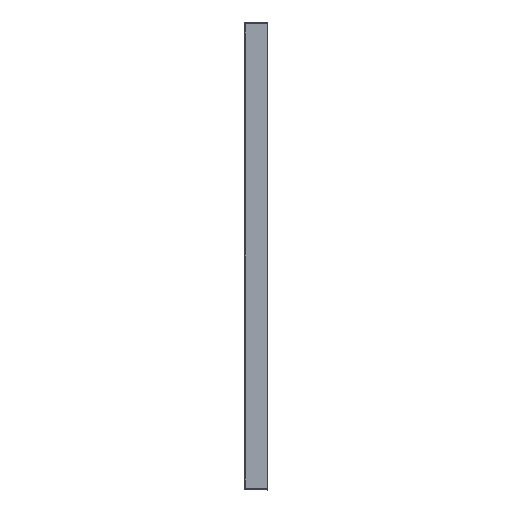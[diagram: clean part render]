
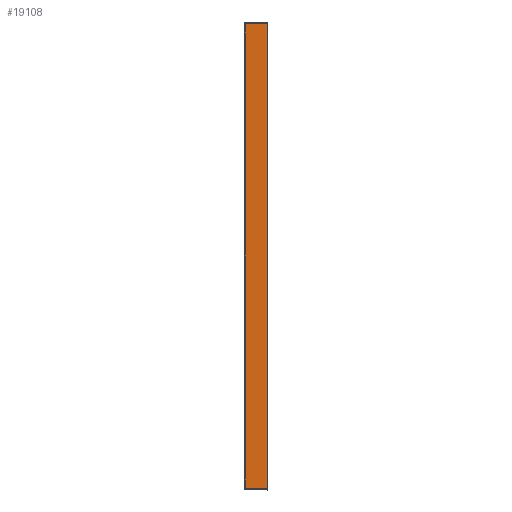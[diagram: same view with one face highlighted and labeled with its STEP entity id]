
A CAD part, left-side view. The second image highlights one B-rep face of the part: STEP entity #19108.
In plain terms, the highlighted planar face has unit normal (-0.999, 0.035, 0).
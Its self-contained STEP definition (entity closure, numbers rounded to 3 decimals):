
#259=CARTESIAN_POINT('',(-448.671,-1.933,434.172));
#302=CARTESIAN_POINT('',(-450.,-40.,435.501));
#585=CARTESIAN_POINT('',(-450.,-40.,-360.501));
#593=DIRECTION('',(-0.035,-0.999,0.035));
#594=VECTOR('',#593,38.113);
#595=CARTESIAN_POINT('',(-448.671,-1.933,434.172));
#596=LINE('',#595,#594);
#597=DIRECTION('',(0.,0.,-1.));
#598=VECTOR('',#597,796.002);
#599=CARTESIAN_POINT('',(-450.,-40.,435.501));
#600=LINE('',#599,#598);
#601=DIRECTION('',(0.035,0.999,0.035));
#602=VECTOR('',#601,38.113);
#603=CARTESIAN_POINT('',(-450.,-40.,
-360.501));
#604=LINE('',#603,#602);
#605=CARTESIAN_POINT('',(-448.671,-1.933,
-359.172));
#606=CARTESIAN_POINT('',(-448.671,-1.946,
-350.576));
#607=CARTESIAN_POINT('',(-448.672,-1.977,
-329.172));
#608=CARTESIAN_POINT('',(-448.674,-2.023,
-293.615));
#609=CARTESIAN_POINT('',(-448.674,-2.039,
-266.653));
#610=CARTESIAN_POINT('',(-448.674,-2.039,
-252.5));
#612=CARTESIAN_POINT('',(-448.674,-2.039,
-252.5));
#613=CARTESIAN_POINT('',(-448.674,-2.039,
-245.549));
#614=CARTESIAN_POINT('',(-448.674,-2.037,
-232.353));
#615=CARTESIAN_POINT('',(-448.674,-2.032,
-214.796));
#616=CARTESIAN_POINT('',(-448.674,-2.026,
-199.103));
#617=CARTESIAN_POINT('',(-448.674,-2.019,
-184.982));
#618=CARTESIAN_POINT('',(-448.673,-2.012,
-171.435));
#619=CARTESIAN_POINT('',(-448.673,-2.005,
-159.333));
#620=CARTESIAN_POINT('',(-448.673,-1.997,
-147.172));
#621=CARTESIAN_POINT('',(-448.673,-1.989,
-134.721));
#622=CARTESIAN_POINT('',(-448.672,-1.98,
-121.285));
#623=CARTESIAN_POINT('',(-448.672,-1.972,
-108.729));
#624=CARTESIAN_POINT('',(-448.672,-1.963,
-94.844));
#625=CARTESIAN_POINT('',(-448.671,-1.954,
-79.858));
#626=CARTESIAN_POINT('',(-448.671,-1.946,
-64.68));
#627=CARTESIAN_POINT('',(-448.671,-1.938,
-49.054));
#628=CARTESIAN_POINT('',(-448.671,-1.932,
-32.351));
#629=CARTESIAN_POINT('',(-448.67,-1.927,
-15.025));
#630=CARTESIAN_POINT('',(-448.67,-1.925,1.717));
#631=CARTESIAN_POINT('',(-448.67,-1.926,19.384));
#632=CARTESIAN_POINT('',(-448.671,-1.929,31.4));
#633=CARTESIAN_POINT('',(-448.671,-1.931,37.499));
#635=CARTESIAN_POINT('',(-448.671,-1.931,37.499));
#636=CARTESIAN_POINT('',(-448.671,-1.933,43.216));
#637=CARTESIAN_POINT('',(-448.671,-1.938,55.251));
#638=CARTESIAN_POINT('',(-448.671,-1.946,75.604));
#639=CARTESIAN_POINT('',(-448.671,-1.956,96.772));
#640=CARTESIAN_POINT('',(-448.672,-1.967,119.937));
#641=CARTESIAN_POINT('',(-448.672,-1.978,142.962));
#642=CARTESIAN_POINT('',(-448.673,-1.989,165.365));
#643=CARTESIAN_POINT('',(-448.673,-1.999,186.41));
#644=CARTESIAN_POINT('',(-448.673,-2.008,205.47));
#645=CARTESIAN_POINT('',(-448.674,-2.015,222.835));
#646=CARTESIAN_POINT('',(-448.674,-2.021,238.904));
#647=CARTESIAN_POINT('',(-448.674,-2.026,253.854));
#648=CARTESIAN_POINT('',(-448.674,-2.03,268.053));
#649=CARTESIAN_POINT('',(-448.674,-2.033,279.877));
#650=CARTESIAN_POINT('',(-448.674,-2.035,292.126));
#651=CARTESIAN_POINT('',(-448.674,-2.037,303.34));
#652=CARTESIAN_POINT('',(-448.674,-2.038,314.831));
#653=CARTESIAN_POINT('',(-448.674,-2.039,323.189));
#654=CARTESIAN_POINT('',(-448.674,-2.039,327.5));
#656=CARTESIAN_POINT('',(-448.674,-2.039,327.5));
#657=CARTESIAN_POINT('',(-448.674,-2.039,339.996));
#658=CARTESIAN_POINT('',(-448.674,-2.026,364.85));
#659=CARTESIAN_POINT('',(-448.672,-1.983,400.407));
#660=CARTESIAN_POINT('',(-448.671,-1.949,423.469));
#661=CARTESIAN_POINT('',(-448.671,-1.933,434.172));
#682=CARTESIAN_POINT('',(-448.674,-2.039,
-252.5));
#1067=CARTESIAN_POINT('',(-448.674,-2.039,
327.5));
#1069=CARTESIAN_POINT('',(-448.671,-1.931,
37.499));
#16762=VERTEX_POINT('',#1067);
#16763=VERTEX_POINT('',#259);
#16764=VERTEX_POINT('',#302);
#18142=VERTEX_POINT('',#682);
#18143=VERTEX_POINT('',#1069);
#18186=VERTEX_POINT('',#585);
#18187=CARTESIAN_POINT('',(-448.671,-1.933,
-359.172));
#18188=VERTEX_POINT('',#18187);
#19091=CARTESIAN_POINT('',(-449.335,-20.963,37.5));
#19092=DIRECTION('',(0.999,-0.035,0.));
#19093=DIRECTION('',(0.035,0.999,0.));
#19094=AXIS2_PLACEMENT_3D('',#19091,#19092,#19093);
#19095=PLANE('',#19094);
#19096=ORIENTED_EDGE('',*,*,#18889,.T.);
#19097=ORIENTED_EDGE('',*,*,#18909,.T.);
#19098=ORIENTED_EDGE('',*,*,#19082,.T.);
#19100=ORIENTED_EDGE('',*,*,#19099,.T.);
#19102=ORIENTED_EDGE('',*,*,#19101,.T.);
#19104=ORIENTED_EDGE('',*,*,#19103,.T.);
#19105=ORIENTED_EDGE('',*,*,#18825,.T.);
#19106=EDGE_LOOP('',(#19096,#19097,#19098,#19100,#19102,#19104,#19105));
#19107=FACE_OUTER_BOUND('',#19106,.F.);
#19108=ADVANCED_FACE('',(#19107),#19095,.F.);
#611=B_SPLINE_CURVE_WITH_KNOTS('',3,(#605,#606,#607,#608,#609,#610),
.UNSPECIFIED.,.F.,.F.,(4,1,1,4),(0.,0.242,0.602,1.),
.UNSPECIFIED.);
#634=B_SPLINE_CURVE_WITH_KNOTS('',3,(#612,#613,#614,#615,#616,#617,#618,#619,
#620,#621,#622,#623,#624,#625,#626,#627,#628,#629,#630,#631,#632,#633),
.UNSPECIFIED.,.F.,.F.,(4,1,1,1,1,1,1,1,1,1,1,1,1,1,1,1,1,1,1,4),(0.,
0.053,0.105,0.158,0.211,
0.263,0.316,0.368,0.421,
0.474,0.526,0.579,0.632,
0.684,0.737,0.789,0.842,
0.895,0.947,1.),.UNSPECIFIED.);
#655=B_SPLINE_CURVE_WITH_KNOTS('',3,(#635,#636,#637,#638,#639,#640,#641,#642,
#643,#644,#645,#646,#647,#648,#649,#650,#651,#652,#653,#654),.UNSPECIFIED.,.F.,
.F.,(4,1,1,1,1,1,1,1,1,1,1,1,1,1,1,1,1,4),(0.,0.059,
0.118,0.176,0.235,0.294,
0.353,0.412,0.471,0.529,
0.588,0.647,0.706,0.765,
0.824,0.882,0.941,1.),.UNSPECIFIED.);
#662=B_SPLINE_CURVE_WITH_KNOTS('',3,(#656,#657,#658,#659,#660,#661),
.UNSPECIFIED.,.F.,.F.,(4,1,1,4),(0.,0.351,0.699,1.),
.UNSPECIFIED.);
#18825=EDGE_CURVE('',#16762,#16763,#662,.T.);
#18889=EDGE_CURVE('',#16763,#16764,#596,.T.);
#18909=EDGE_CURVE('',#16764,#18186,#600,.T.);
#19082=EDGE_CURVE('',#18186,#18188,#604,.T.);
#19099=EDGE_CURVE('',#18188,#18142,#611,.T.);
#19101=EDGE_CURVE('',#18142,#18143,#634,.T.);
#19103=EDGE_CURVE('',#18143,#16762,#655,.T.);
